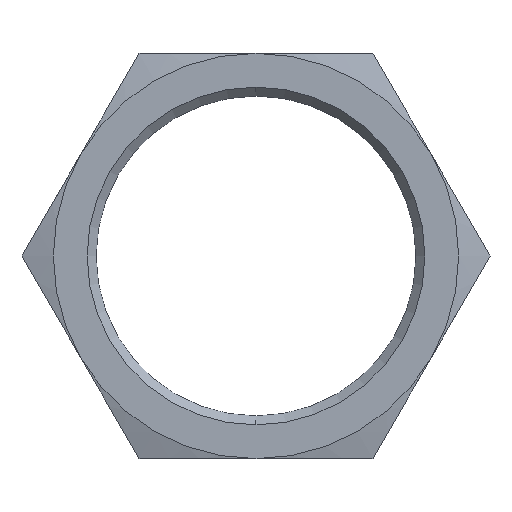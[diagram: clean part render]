
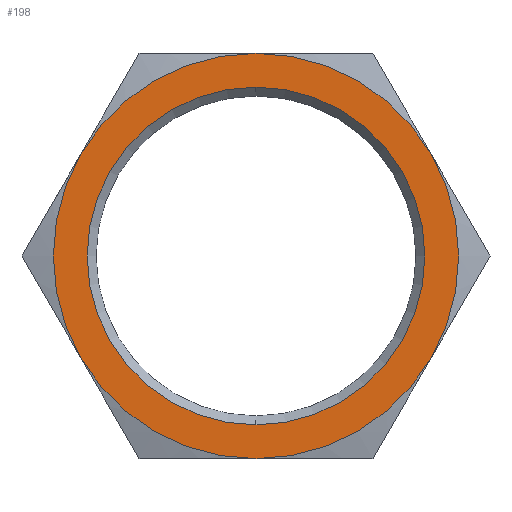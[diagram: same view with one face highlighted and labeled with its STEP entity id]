
A CAD part, left-side view. The second image highlights one B-rep face of the part: STEP entity #198.
In plain terms, the highlighted planar face has unit normal (-1, 0, 0).
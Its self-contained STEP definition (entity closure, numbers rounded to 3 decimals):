
#1 = AXIS2_PLACEMENT_3D ( 'NONE', #173, #174, #175 ) ;
#2 = AXIS2_PLACEMENT_3D ( 'NONE', #176, #177, #178 ) ;
#5 = AXIS2_PLACEMENT_3D ( 'NONE', #559, #560, #561 ) ;
#32 = CARTESIAN_POINT ( 'NONE',  ( 0., 25.981, 15. ) ) ;
#36 = PLANE ( 'NONE',  #825 ) ;
#38 = DIRECTION ( 'NONE',  ( 1., 0., 0. ) ) ;
#39 = DIRECTION ( 'NONE',  ( 0., 0., -1. ) ) ;
#122 = AXIS2_PLACEMENT_3D ( 'NONE', #157, #158, #159 ) ;
#123 = AXIS2_PLACEMENT_3D ( 'NONE', #160, #161, #162 ) ;
#124 = AXIS2_PLACEMENT_3D ( 'NONE', #163, #164, #165 ) ;
#125 = AXIS2_PLACEMENT_3D ( 'NONE', #166, #167, #168 ) ;
#126 = AXIS2_PLACEMENT_3D ( 'NONE', #169, #170, #171 ) ;
#157 = CARTESIAN_POINT ( 'NONE',  ( 0., 0., 0. ) ) ;
#158 = DIRECTION ( 'NONE',  ( 1., 0., 0. ) ) ;
#159 = DIRECTION ( 'NONE',  ( 0., 0., -1. ) ) ;
#160 = CARTESIAN_POINT ( 'NONE',  ( 0., 0., 0. ) ) ;
#161 = DIRECTION ( 'NONE',  ( -1., 0., 0. ) ) ;
#162 = DIRECTION ( 'NONE',  ( 0., 0., 1. ) ) ;
#163 = CARTESIAN_POINT ( 'NONE',  ( 0., 0., 0. ) ) ;
#164 = DIRECTION ( 'NONE',  ( -1., 0., 0. ) ) ;
#165 = DIRECTION ( 'NONE',  ( 0., 0., 1. ) ) ;
#166 = CARTESIAN_POINT ( 'NONE',  ( 0., 0., 0. ) ) ;
#167 = DIRECTION ( 'NONE',  ( -1., 0., 0. ) ) ;
#168 = DIRECTION ( 'NONE',  ( 0., 0., 1. ) ) ;
#169 = CARTESIAN_POINT ( 'NONE',  ( 0., 0., 0. ) ) ;
#170 = DIRECTION ( 'NONE',  ( -1., 0., 0. ) ) ;
#171 = DIRECTION ( 'NONE',  ( 0., 0., 1. ) ) ;
#173 = CARTESIAN_POINT ( 'NONE',  ( 0., 0., 0. ) ) ;
#174 = DIRECTION ( 'NONE',  ( -1., 0., 0. ) ) ;
#175 = DIRECTION ( 'NONE',  ( 0., 0., 1. ) ) ;
#176 = CARTESIAN_POINT ( 'NONE',  ( 0., 0., 0. ) ) ;
#177 = DIRECTION ( 'NONE',  ( -1., 0., 0. ) ) ;
#178 = DIRECTION ( 'NONE',  ( 0., 0., 1. ) ) ;
#198 = ADVANCED_FACE ( 'NONE', ( #253, #255 ), #36, .F. ) ;
#253 = FACE_BOUND ( 'NONE', #359, .T. ) ;
#255 = FACE_OUTER_BOUND ( 'NONE', #361, .T. ) ;
#256 = VERTEX_POINT ( 'NONE', #709 ) ;
#304 = ORIENTED_EDGE ( 'NONE', *, *, #786, .T. ) ;
#305 = ORIENTED_EDGE ( 'NONE', *, *, #785, .T. ) ;
#307 = ORIENTED_EDGE ( 'NONE', *, *, #783, .T. ) ;
#308 = ORIENTED_EDGE ( 'NONE', *, *, #782, .T. ) ;
#309 = ORIENTED_EDGE ( 'NONE', *, *, #787, .T. ) ;
#310 = ORIENTED_EDGE ( 'NONE', *, *, #792, .T. ) ;
#312 = ORIENTED_EDGE ( 'NONE', *, *, #784, .T. ) ;
#314 = VERTEX_POINT ( 'NONE', #708 ) ;
#315 = ORIENTED_EDGE ( 'NONE', *, *, #781, .T. ) ;
#322 = VERTEX_POINT ( 'NONE', #713 ) ;
#324 = VERTEX_POINT ( 'NONE', #717 ) ;
#326 = VERTEX_POINT ( 'NONE', #719 ) ;
#331 = VERTEX_POINT ( 'NONE', #723 ) ;
#336 = VERTEX_POINT ( 'NONE', #728 ) ;
#343 = VERTEX_POINT ( 'NONE', #735 ) ;
#359 = EDGE_LOOP ( 'NONE', ( #310, #315 ) ) ;
#361 = EDGE_LOOP ( 'NONE', ( #308, #307, #312, #305, #304, #309 ) ) ;
#478 = CIRCLE ( 'NONE', #2, 15. ) ;
#479 = CIRCLE ( 'NONE', #1, 15. ) ;
#480 = CIRCLE ( 'NONE', #5, 12.5 ) ;
#481 = CIRCLE ( 'NONE', #125, 15. ) ;
#486 = CIRCLE ( 'NONE', #126, 15. ) ;
#489 = CIRCLE ( 'NONE', #124, 15. ) ;
#491 = CIRCLE ( 'NONE', #123, 15. ) ;
#503 = CIRCLE ( 'NONE', #122, 12.5 ) ;
#559 = CARTESIAN_POINT ( 'NONE',  ( 0., 0., 0. ) ) ;
#560 = DIRECTION ( 'NONE',  ( 1., 0., 0. ) ) ;
#561 = DIRECTION ( 'NONE',  ( 0., 0., -1. ) ) ;
#708 = CARTESIAN_POINT ( 'NONE',  ( 0., -12.99, -7.5 ) ) ;
#709 = CARTESIAN_POINT ( 'NONE',  ( 0., 12.99, -7.5 ) ) ;
#713 = CARTESIAN_POINT ( 'NONE',  ( 0., 0., 15. ) ) ;
#717 = CARTESIAN_POINT ( 'NONE',  ( 0., -12.99, 7.5 ) ) ;
#719 = CARTESIAN_POINT ( 'NONE',  ( 0., 12.99, 7.5 ) ) ;
#723 = CARTESIAN_POINT ( 'NONE',  ( 0., 0., 12.5 ) ) ;
#728 = CARTESIAN_POINT ( 'NONE',  ( 0., 0., -12.5 ) ) ;
#735 = CARTESIAN_POINT ( 'NONE',  ( 0., 0., -15. ) ) ;
#781 = EDGE_CURVE ( 'NONE', #336, #331, #503, .T. ) ;
#782 = EDGE_CURVE ( 'NONE', #256, #343, #491, .T. ) ;
#783 = EDGE_CURVE ( 'NONE', #343, #314, #489, .T. ) ;
#784 = EDGE_CURVE ( 'NONE', #314, #324, #481, .T. ) ;
#785 = EDGE_CURVE ( 'NONE', #324, #322, #486, .T. ) ;
#786 = EDGE_CURVE ( 'NONE', #322, #326, #479, .T. ) ;
#787 = EDGE_CURVE ( 'NONE', #326, #256, #478, .T. ) ;
#792 = EDGE_CURVE ( 'NONE', #331, #336, #480, .T. ) ;
#825 = AXIS2_PLACEMENT_3D ( 'NONE', #32, #38, #39 ) ;
